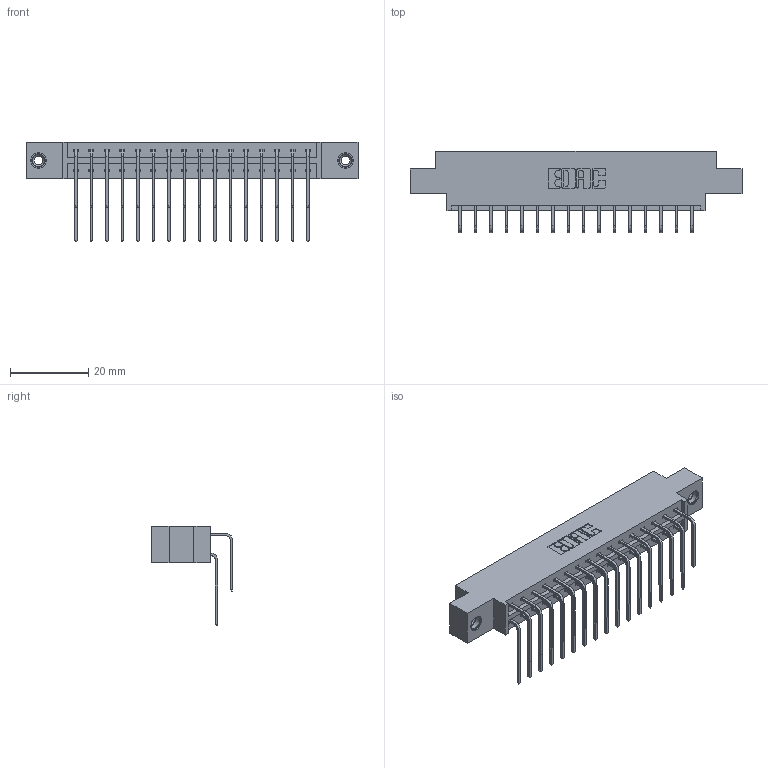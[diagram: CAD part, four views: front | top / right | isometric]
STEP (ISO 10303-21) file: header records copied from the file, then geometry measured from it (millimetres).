
FILE_DESCRIPTION (( 'STEP AP203' ), '1' );
FILE_NAME ('833-032-559-808.STEP', '2020-06-02T19:29:44', ( '' ), ( '' ), 'SwSTEP 2.0', 'SolidWorks 2020', '' );
FILE_SCHEMA (( 'CONFIG_CONTROL_DESIGN' ));
Length unit declared in the file: inch
Products named in the file (5): 345-250-001_345-250-003-102; 345-292-001_558 559 Tail - 1; 833-032-559-808; 345-292-001_559 Tail - 2; 833 Part_Offset - .156 Dia - TI
Assembly tree (35 placements, depth 2):
  833-032-559-808
    833 Part_Offset - .156 Dia - TI
    345-292-001_558 559 Tail - 1  x16
    345-292-001_559 Tail - 2  x16
    345-250-001_345-250-003-102  x2
Bounding box: 84.94 x 20.9 x 25.53 mm (x, y, z)
Volume: 8378.8 mm3; surface area: 10788.5 mm2
Topology: 35 solids, 35 shells, 1906 faces, 5611 edges, 3690 vertices
Faces by surface type: plane 1322, cylinder 568, cone 12, torus 4
Entity records: 16758 total; most frequent: CARTESIAN_POINT 2844, ORIENTED_EDGE 2722, DIRECTION 2487, EDGE_CURVE 1361, VECTOR 1173, LINE 1173, VERTEX_POINT 900, AXIS2_PLACEMENT_3D 657
